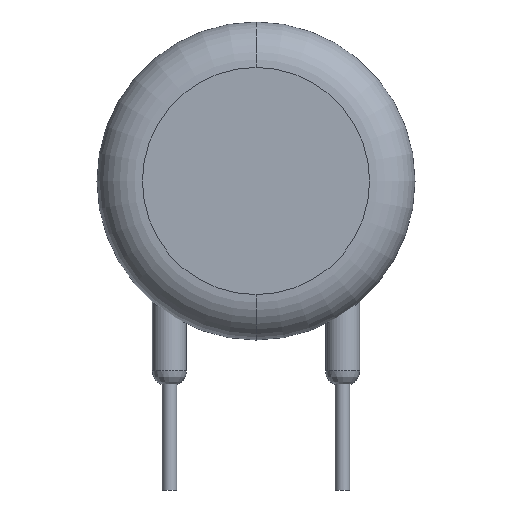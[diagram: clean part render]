
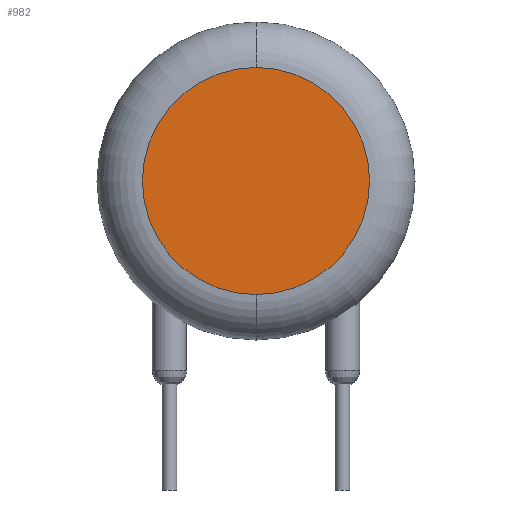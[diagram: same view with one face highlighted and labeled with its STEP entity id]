
A CAD part, front view. The second image highlights one B-rep face of the part: STEP entity #982.
In plain terms, the highlighted planar face has unit normal (0, -1, 0).
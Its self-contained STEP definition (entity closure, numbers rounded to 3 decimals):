
#738=CARTESIAN_POINT('',(0.,-2.5,15.0));
#739=VERTEX_POINT('',#738);
#749=CARTESIAN_POINT('',(5.,-2.5,10.0));
#750=VERTEX_POINT('',#749);
#751=CARTESIAN_POINT('',(0.,-2.5,10.0));
#752=DIRECTION('',(0.0,1.0,0.0));
#753=DIRECTION('',(-1.0,0.0,0.0));
#754=AXIS2_PLACEMENT_3D('',#751,#752,#753);
#755=CIRCLE('',#754,5.0);
#756=EDGE_CURVE('',#739,#750,#755,.T.);
#758=CARTESIAN_POINT('',(0.,-2.5,5.0));
#759=VERTEX_POINT('',#758);
#760=CARTESIAN_POINT('',(0.,-2.5,10.0));
#761=DIRECTION('',(0.0,1.0,0.0));
#762=DIRECTION('',(-1.0,0.0,0.0));
#763=AXIS2_PLACEMENT_3D('',#760,#761,#762);
#764=CIRCLE('',#763,5.0);
#765=EDGE_CURVE('',#750,#759,#764,.T.);
#962=CARTESIAN_POINT('',(0.,-2.5,10.0));
#963=DIRECTION('',(0.0,1.0,0.0));
#964=DIRECTION('',(-1.0,0.0,0.0));
#965=AXIS2_PLACEMENT_3D('',#962,#963,#964);
#966=CIRCLE('',#965,5.0);
#967=EDGE_CURVE('',#759,#739,#966,.T.);
#972=CARTESIAN_POINT('',(0.,-2.5,10.0));
#973=DIRECTION('',(0.0,-1.0,0.0));
#974=DIRECTION('',(0.0,0.0,-1.0));
#975=AXIS2_PLACEMENT_3D('',#972,#973,#974);
#976=PLANE('',#975);
#977=ORIENTED_EDGE('',*,*,#765,.F.);
#978=ORIENTED_EDGE('',*,*,#756,.F.);
#979=ORIENTED_EDGE('',*,*,#967,.F.);
#980=EDGE_LOOP('',(#977,#978,#979));
#981=FACE_OUTER_BOUND('',#980,.T.);
#982=ADVANCED_FACE('',(#981),#976,.T.);
